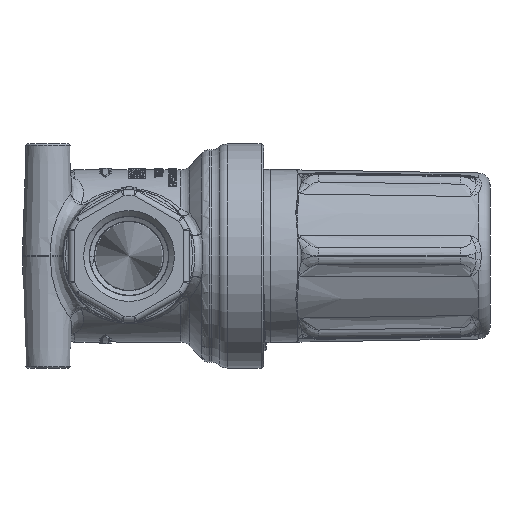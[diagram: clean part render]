
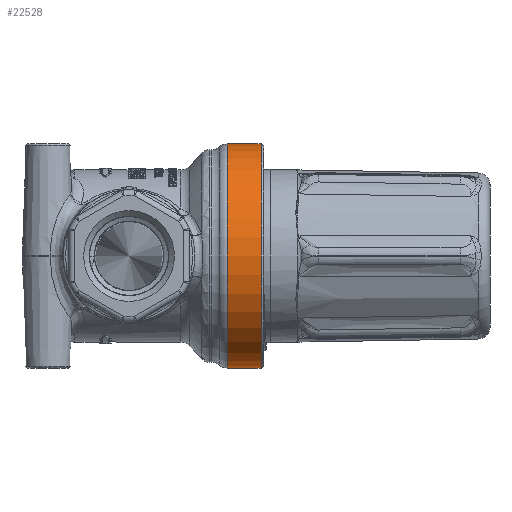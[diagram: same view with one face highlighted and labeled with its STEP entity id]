
A CAD part, left-side view. The second image highlights one B-rep face of the part: STEP entity #22528.
In plain terms, the highlighted cylindrical face has radius 30.099 mm (diameter 60.198 mm), a full revolution.
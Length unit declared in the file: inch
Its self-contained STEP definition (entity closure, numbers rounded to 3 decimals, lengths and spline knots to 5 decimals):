
#1498=CIRCLE('',#24054,1.185);
#1499=CIRCLE('',#24055,1.185);
#1500=CIRCLE('',#24056,1.185);
#1501=CIRCLE('',#24058,1.185);
#1502=CIRCLE('',#24059,1.185);
#1503=CIRCLE('',#24060,1.185);
#2374=CYLINDRICAL_SURFACE('',#24057,1.185);
#2584=FACE_OUTER_BOUND('',#3965,.T.);
#3965=EDGE_LOOP('',(#15406,#15407,#15408,#15409,#15410,#15411,#15412,#15413));
#6655=LINE('',#35438,#8009);
#8009=VECTOR('',#26072,1.185);
#9430=VERTEX_POINT('',#35429);
#9431=VERTEX_POINT('',#35431);
#9432=VERTEX_POINT('',#35433);
#9433=VERTEX_POINT('',#35437);
#9434=VERTEX_POINT('',#35439);
#9435=VERTEX_POINT('',#35441);
#11774=EDGE_CURVE('',#9430,#9431,#1498,.T.);
#11775=EDGE_CURVE('',#9431,#9432,#1499,.T.);
#11776=EDGE_CURVE('',#9432,#9430,#1500,.T.);
#11777=EDGE_CURVE('',#9432,#9433,#6655,.T.);
#11778=EDGE_CURVE('',#9434,#9433,#1501,.T.);
#11779=EDGE_CURVE('',#9435,#9434,#1502,.T.);
#11780=EDGE_CURVE('',#9433,#9435,#1503,.T.);
#15406=ORIENTED_EDGE('',*,*,#11775,.F.);
#15407=ORIENTED_EDGE('',*,*,#11774,.F.);
#15408=ORIENTED_EDGE('',*,*,#11776,.F.);
#15409=ORIENTED_EDGE('',*,*,#11777,.T.);
#15410=ORIENTED_EDGE('',*,*,#11778,.F.);
#15411=ORIENTED_EDGE('',*,*,#11779,.F.);
#15412=ORIENTED_EDGE('',*,*,#11780,.F.);
#15413=ORIENTED_EDGE('',*,*,#11777,.F.);
#22528=ADVANCED_FACE('',(#2584),#2374,.T.);
#24054=AXIS2_PLACEMENT_3D('',#35432,#26064,#26065);
#24055=AXIS2_PLACEMENT_3D('',#35434,#26066,#26067);
#24056=AXIS2_PLACEMENT_3D('',#35435,#26068,#26069);
#24057=AXIS2_PLACEMENT_3D('',#35436,#26070,#26071);
#24058=AXIS2_PLACEMENT_3D('',#35440,#26073,#26074);
#24059=AXIS2_PLACEMENT_3D('',#35442,#26075,#26076);
#24060=AXIS2_PLACEMENT_3D('',#35443,#26077,#26078);
#26064=DIRECTION('center_axis',(0.,1.,0.));
#26065=DIRECTION('ref_axis',(1.,0.,0.));
#26066=DIRECTION('center_axis',(0.,1.,0.));
#26067=DIRECTION('ref_axis',(1.,0.,0.));
#26068=DIRECTION('center_axis',(0.,1.,0.));
#26069=DIRECTION('ref_axis',(1.,0.,0.));
#26070=DIRECTION('center_axis',(0.,1.,0.));
#26071=DIRECTION('ref_axis',(-1.,0.,0.));
#26072=DIRECTION('',(0.,-1.,0.));
#26073=DIRECTION('center_axis',(0.,-1.,0.));
#26074=DIRECTION('ref_axis',(1.,0.,0.));
#26075=DIRECTION('center_axis',(0.,-1.,0.));
#26076=DIRECTION('ref_axis',(1.,0.,0.));
#26077=DIRECTION('center_axis',(0.,-1.,0.));
#26078=DIRECTION('ref_axis',(1.,0.,0.));
#35429=CARTESIAN_POINT('',(0.,-1.03678,-1.185));
#35431=CARTESIAN_POINT('',(-1.185,-1.03678,0.));
#35432=CARTESIAN_POINT('Origin',(0.,-1.03678,0.));
#35433=CARTESIAN_POINT('',(1.185,-1.03678,0.));
#35434=CARTESIAN_POINT('Origin',(0.,-1.03678,0.));
#35435=CARTESIAN_POINT('Origin',(0.,-1.03678,0.));
#35436=CARTESIAN_POINT('Origin',(0.,-1.205,0.));
#35437=CARTESIAN_POINT('',(1.185,-1.395,0.));
#35438=CARTESIAN_POINT('',(1.185,-1.205,0.));
#35439=CARTESIAN_POINT('',(0.,-1.395,-1.185));
#35440=CARTESIAN_POINT('Origin',(0.,-1.395,0.));
#35441=CARTESIAN_POINT('',(-1.185,-1.395,0.));
#35442=CARTESIAN_POINT('Origin',(0.,-1.395,0.));
#35443=CARTESIAN_POINT('Origin',(0.,-1.395,0.));
